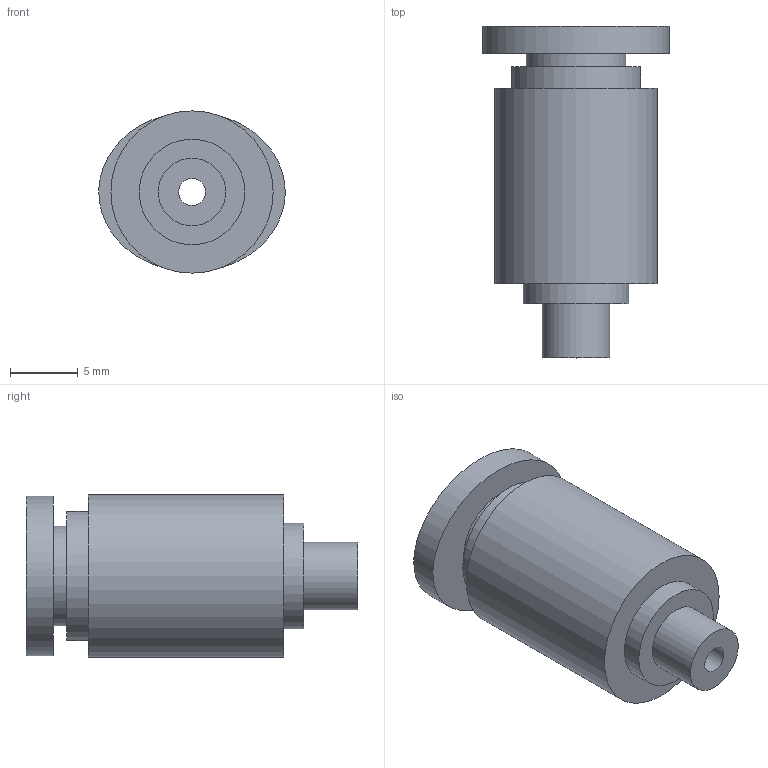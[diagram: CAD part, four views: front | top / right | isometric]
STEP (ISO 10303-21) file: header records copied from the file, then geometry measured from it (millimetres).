
FILE_DESCRIPTION(/* description */ ('Unknown'),/* implementation_level */ '2;1');
FILE_NAME(/* name */ 'P1R.1;4.10-32',/* time_stamp */ '2018-09-25T11:50:55-04:00',/* author */ ('Unknown'),/* organization */ ('Unknown'),/* preprocessor_version */ 'ST-DEVELOPER v16.7',/* originating_system */ 'DEX',/* authorisation */ $);
FILE_SCHEMA (('AUTOMOTIVE_DESIGN {1 0 10303 214 3 1 1}'));
Length unit declared in the file: millimetre
Products named in the file (1): P1R.1;4.10-32
Bounding box: 13.8 x 24.55 x 12 mm (x, y, z)
Volume: 1725.2 mm3; surface area: 1535.2 mm2
Topology: 1 solids, 1 shells, 23 faces, 43 edges, 29 vertices
Faces by surface type: plane 15, cylinder 7, bspline 1
Full cylindrical faces by diameter (mm): 2 x1, 5 x1, 6.35 x1, 7.35 x1, 7.8 x1, 9.55 x1, 12 x1
Entity records: 739 total; most frequent: CARTESIAN_POINT 107, DIRECTION 96, ORIENTED_EDGE 68, EDGE_LOOP 40, FACE_BOUND 40, AXIS2_PLACEMENT_3D 39, EDGE_CURVE 34, VERTEX_POINT 28
